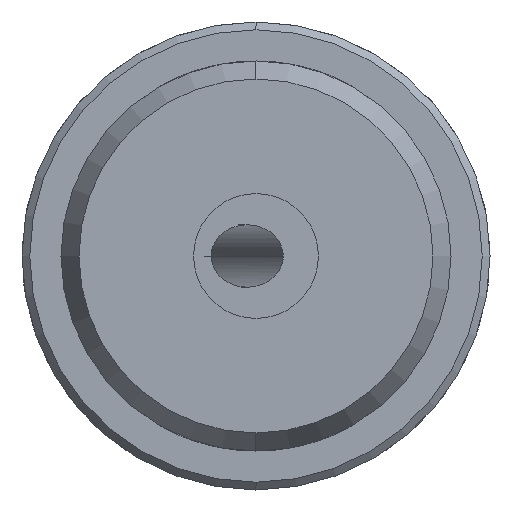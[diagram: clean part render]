
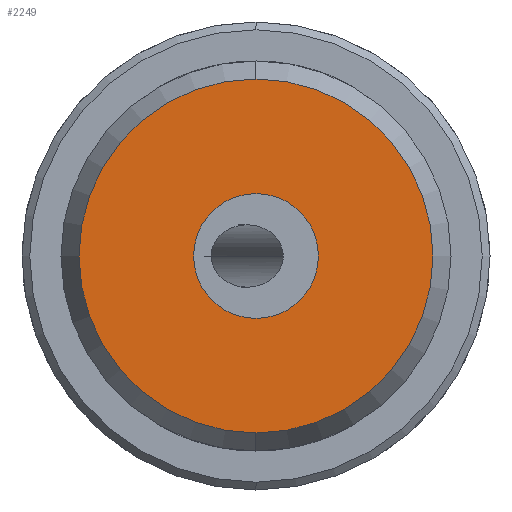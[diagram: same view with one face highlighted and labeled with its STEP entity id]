
A CAD part, left-side view. The second image highlights one B-rep face of the part: STEP entity #2249.
In plain terms, the highlighted planar face has unit normal (-1, 0, 0).
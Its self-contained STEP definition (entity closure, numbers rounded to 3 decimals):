
#71 = ORIENTED_EDGE ( 'NONE', *, *, #2632, .F. ) ;
#103 = CARTESIAN_POINT ( 'NONE',  ( -199., 0., -11.345 ) ) ;
#124 = CIRCLE ( 'NONE', #150, 4. ) ;
#150 = AXIS2_PLACEMENT_3D ( 'NONE', #3370, #922, #1973 ) ;
#190 = DIRECTION ( 'NONE',  ( -1., 0., 0. ) ) ;
#410 = CARTESIAN_POINT ( 'NONE',  ( -199., 0., 0. ) ) ;
#424 = DIRECTION ( 'NONE',  ( -1., 0., 0. ) ) ;
#463 = DIRECTION ( 'NONE',  ( 0., 0., -1. ) ) ;
#638 = EDGE_CURVE ( 'NONE', #2552, #2458, #1945, .T. ) ;
#719 = PLANE ( 'NONE',  #1444 ) ;
#910 = AXIS2_PLACEMENT_3D ( 'NONE', #2592, #190, #1216 ) ;
#922 = DIRECTION ( 'NONE',  ( -1., 0., 0. ) ) ;
#1216 = DIRECTION ( 'NONE',  ( 0., 0., -1. ) ) ;
#1380 = CARTESIAN_POINT ( 'NONE',  ( -199., 0., 4. ) ) ;
#1422 = ORIENTED_EDGE ( 'NONE', *, *, #638, .T. ) ;
#1425 = DIRECTION ( 'NONE',  ( -1., 0., 0. ) ) ;
#1443 = DIRECTION ( 'NONE',  ( 0., 0., 1. ) ) ;
#1444 = AXIS2_PLACEMENT_3D ( 'NONE', #1739, #2891, #463 ) ;
#1739 = CARTESIAN_POINT ( 'NONE',  ( -199., 12.5, 0. ) ) ;
#1743 = EDGE_CURVE ( 'NONE', #1949, #2690, #3410, .T. ) ;
#1897 = CIRCLE ( 'NONE', #910, 11.345 ) ;
#1945 = CIRCLE ( 'NONE', #1948, 11.345 ) ;
#1948 = AXIS2_PLACEMENT_3D ( 'NONE', #410, #1425, #2546 ) ;
#1949 = VERTEX_POINT ( 'NONE', #1380 ) ;
#1973 = DIRECTION ( 'NONE',  ( 0., 0., 1. ) ) ;
#2020 = FACE_BOUND ( 'NONE', #3298, .T. ) ;
#2060 = EDGE_CURVE ( 'NONE', #2458, #2552, #1897, .T. ) ;
#2249 = ADVANCED_FACE ( 'NONE', ( #2020, #3152 ), #719, .F. ) ;
#2458 = VERTEX_POINT ( 'NONE', #3043 ) ;
#2546 = DIRECTION ( 'NONE',  ( 0., 0., -1. ) ) ;
#2552 = VERTEX_POINT ( 'NONE', #103 ) ;
#2578 = CARTESIAN_POINT ( 'NONE',  ( -199., 0., -4. ) ) ;
#2592 = CARTESIAN_POINT ( 'NONE',  ( -199., 0., 0. ) ) ;
#2632 = EDGE_CURVE ( 'NONE', #2690, #1949, #124, .T. ) ;
#2642 = EDGE_LOOP ( 'NONE', ( #1422, #2649 ) ) ;
#2649 = ORIENTED_EDGE ( 'NONE', *, *, #2060, .T. ) ;
#2690 = VERTEX_POINT ( 'NONE', #2578 ) ;
#2854 = CARTESIAN_POINT ( 'NONE',  ( -199., 0., 0. ) ) ;
#2891 = DIRECTION ( 'NONE',  ( 1., 0., 0. ) ) ;
#3016 = ORIENTED_EDGE ( 'NONE', *, *, #1743, .F. ) ;
#3043 = CARTESIAN_POINT ( 'NONE',  ( -199., 0., 11.345 ) ) ;
#3152 = FACE_OUTER_BOUND ( 'NONE', #2642, .T. ) ;
#3298 = EDGE_LOOP ( 'NONE', ( #3016, #71 ) ) ;
#3370 = CARTESIAN_POINT ( 'NONE',  ( -199., 0., 0. ) ) ;
#3410 = CIRCLE ( 'NONE', #3413, 4. ) ;
#3413 = AXIS2_PLACEMENT_3D ( 'NONE', #2854, #424, #1443 ) ;
